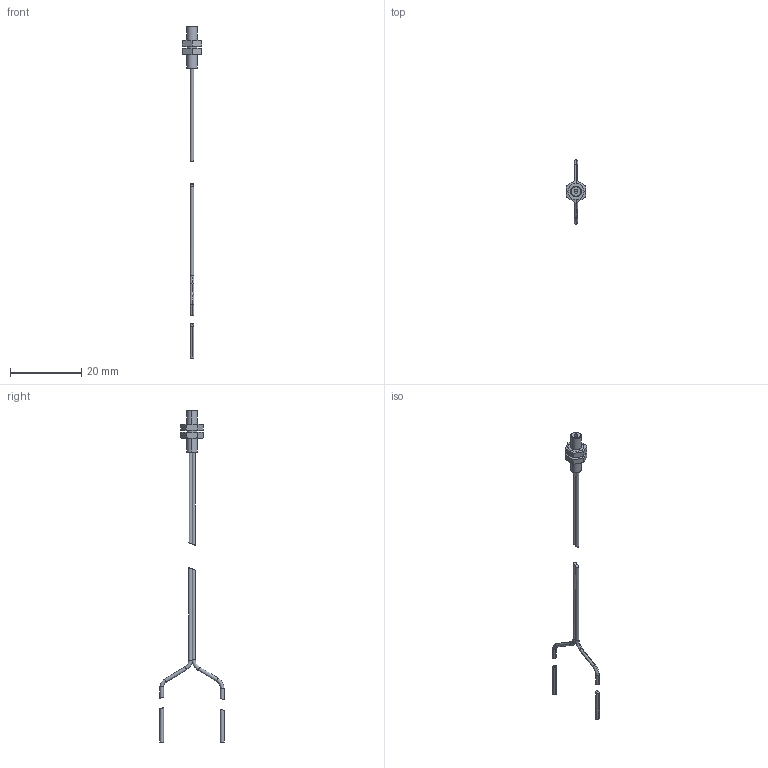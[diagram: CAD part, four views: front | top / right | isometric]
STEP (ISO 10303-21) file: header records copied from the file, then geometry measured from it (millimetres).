
FILE_DESCRIPTION (( 'STEP AP214' ), '1' );
FILE_NAME ('OPT2050.STEP', '2016-02-24T14:32:40', ( '' ), ( '' ), 'SwSTEP 2.0', 'SolidWorks 2014', '' );
FILE_SCHEMA (( 'AUTOMOTIVE_DESIGN' ));
Length unit declared in the file: inch
Products named in the file (6): 4; 5; 3; 2; 1; OPT2050
Assembly tree (5 placements, depth 2):
  OPT2050
    1
    2
    3
    4
    5
Bounding box: 5.5 x 17.95 x 93.11 mm (x, y, z)
Volume: 251.4 mm3; surface area: 737.2 mm2
Topology: 5 solids, 5 shells, 75 faces, 156 edges, 95 vertices
Faces by surface type: plane 27, cylinder 26, cone 14, torus 8
Entity records: 2328 total; most frequent: CARTESIAN_POINT 498, DIRECTION 346, ORIENTED_EDGE 312, EDGE_CURVE 156, AXIS2_PLACEMENT_3D 147, VERTEX_POINT 95, EDGE_LOOP 81, FACE_OUTER_BOUND 75
